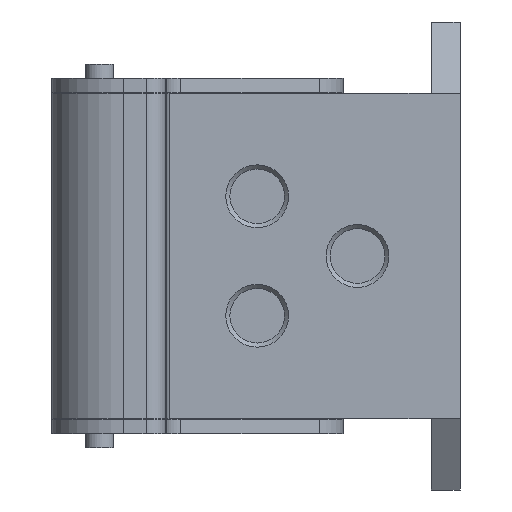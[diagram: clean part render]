
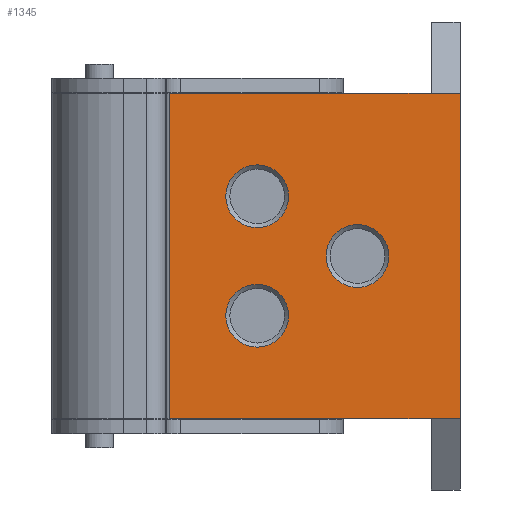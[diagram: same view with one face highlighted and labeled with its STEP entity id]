
A CAD part, left-side view. The second image highlights one B-rep face of the part: STEP entity #1345.
In plain terms, the highlighted planar face has unit normal (-1, 0, 0).
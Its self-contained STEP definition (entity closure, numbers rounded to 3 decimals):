
#54=LINE('',#1947,#180);
#73=LINE('',#2004,#199);
#135=LINE('',#2195,#261);
#136=LINE('',#2203,#262);
#180=VECTOR('',#1542,1000.);
#199=VECTOR('',#1581,1000.);
#261=VECTOR('',#1781,1000.);
#262=VECTOR('',#1790,1000.);
#528=ORIENTED_EDGE('',*,*,#798,.T.);
#529=ORIENTED_EDGE('',*,*,#799,.T.);
#530=ORIENTED_EDGE('',*,*,#800,.T.);
#531=ORIENTED_EDGE('',*,*,#677,.T.);
#532=ORIENTED_EDGE('',*,*,#801,.F.);
#533=ORIENTED_EDGE('',*,*,#705,.F.);
#534=ORIENTED_EDGE('',*,*,#797,.T.);
#677=EDGE_CURVE('',#863,#862,#54,.T.);
#705=EDGE_CURVE('',#890,#876,#73,.T.);
#797=EDGE_CURVE('',#890,#863,#135,.T.);
#798=EDGE_CURVE('',#951,#951,#1030,.T.);
#799=EDGE_CURVE('',#952,#952,#1031,.T.);
#800=EDGE_CURVE('',#953,#953,#1032,.T.);
#801=EDGE_CURVE('',#876,#862,#136,.T.);
#862=VERTEX_POINT('',#1946);
#863=VERTEX_POINT('',#1948);
#876=VERTEX_POINT('',#1976);
#890=VERTEX_POINT('',#2003);
#951=VERTEX_POINT('',#2198);
#952=VERTEX_POINT('',#2200);
#953=VERTEX_POINT('',#2202);
#1030=CIRCLE('',#1478,6.578);
#1031=CIRCLE('',#1479,6.578);
#1032=CIRCLE('',#1480,6.579);
#1100=EDGE_LOOP('',(#528));
#1101=EDGE_LOOP('',(#529));
#1102=EDGE_LOOP('',(#530));
#1103=EDGE_LOOP('',(#531,#532,#533,#534));
#1204=FACE_BOUND('',#1100,.T.);
#1205=FACE_BOUND('',#1101,.T.);
#1206=FACE_BOUND('',#1102,.T.);
#1207=FACE_BOUND('',#1103,.T.);
#1280=PLANE('',#1477);
#1345=ADVANCED_FACE('',(#1204,#1205,#1206,#1207),#1280,.F.);
#1477=AXIS2_PLACEMENT_3D('',#2196,#1782,#1783);
#1478=AXIS2_PLACEMENT_3D('',#2197,#1784,#1785);
#1479=AXIS2_PLACEMENT_3D('',#2199,#1786,#1787);
#1480=AXIS2_PLACEMENT_3D('',#2201,#1788,#1789);
#1542=DIRECTION('',(0.,-1.,0.));
#1581=DIRECTION('',(0.,-1.,0.));
#1781=DIRECTION('',(0.,0.,-1.));
#1782=DIRECTION('',(1.,0.,0.));
#1783=DIRECTION('',(0.,0.,-1.));
#1784=DIRECTION('',(1.,0.,0.));
#1785=DIRECTION('',(0.,0.,-1.));
#1786=DIRECTION('',(1.,0.,0.));
#1787=DIRECTION('',(0.,0.,-1.));
#1788=DIRECTION('',(1.,0.,0.));
#1789=DIRECTION('',(0.,0.,-1.));
#1790=DIRECTION('',(0.,0.,-1.));
#1946=CARTESIAN_POINT('',(11.,0.,-34.1));
#1947=CARTESIAN_POINT('',(11.,60.907,-34.1));
#1948=CARTESIAN_POINT('',(11.,60.907,-34.1));
#1976=CARTESIAN_POINT('',(11.,0.,34.1));
#2003=CARTESIAN_POINT('',(11.,60.907,34.1));
#2004=CARTESIAN_POINT('',(11.,60.907,34.1));
#2195=CARTESIAN_POINT('',(11.,60.907,34.1));
#2196=CARTESIAN_POINT('',(11.,60.907,34.1));
#2197=CARTESIAN_POINT('',(11.,42.5,12.5));
#2198=CARTESIAN_POINT('',(11.,42.5,5.922));
#2199=CARTESIAN_POINT('',(11.,42.5,-12.5));
#2200=CARTESIAN_POINT('',(11.,42.5,-19.079));
#2201=CARTESIAN_POINT('',(11.,21.5,0.));
#2202=CARTESIAN_POINT('',(11.,21.5,-6.579));
#2203=CARTESIAN_POINT('',(11.,0.,34.1));
